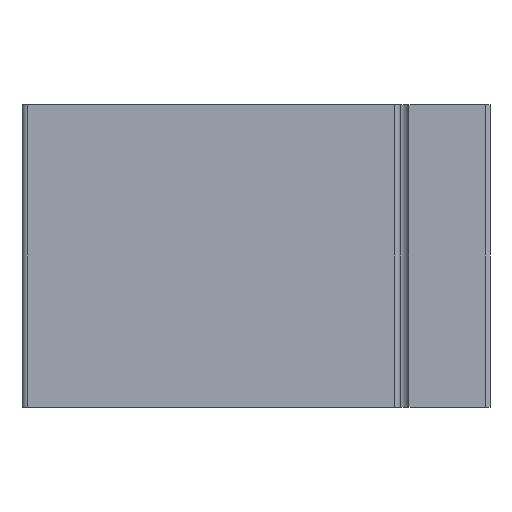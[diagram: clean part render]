
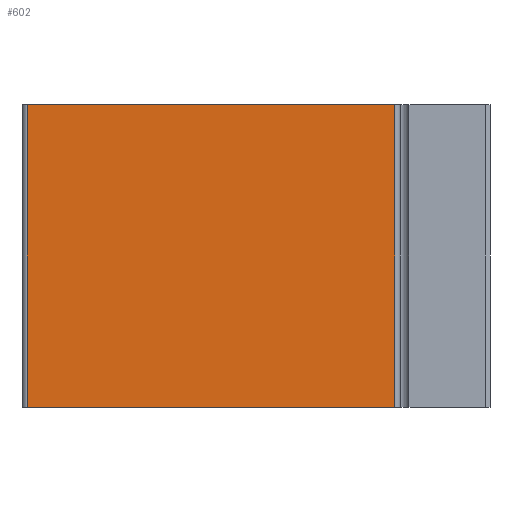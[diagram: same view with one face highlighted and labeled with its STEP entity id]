
A CAD part, left-side view. The second image highlights one B-rep face of the part: STEP entity #602.
In plain terms, the highlighted planar face has unit normal (-1, 0, 0).
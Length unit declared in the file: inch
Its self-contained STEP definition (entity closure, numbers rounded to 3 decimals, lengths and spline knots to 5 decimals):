
#383=CARTESIAN_POINT('',(-0.17,0.414,0.0));
#384=VERTEX_POINT('',#383);
#392=CARTESIAN_POINT('',(-0.17,0.006,0.0));
#393=VERTEX_POINT('',#392);
#394=CARTESIAN_POINT('',(-0.17,0.414,0.0));
#395=DIRECTION('',(0.0,-1.0,0.0));
#396=VECTOR('',#395,0.408);
#397=LINE('',#394,#396);
#398=EDGE_CURVE('',#384,#393,#397,.T.);
#559=CARTESIAN_POINT('',(-0.17,0.414,-0.336));
#560=VERTEX_POINT('',#559);
#568=CARTESIAN_POINT('',(-0.17,0.414,-0.336));
#569=DIRECTION('',(0.0,0.0,1.0));
#570=VECTOR('',#569,0.336);
#571=LINE('',#568,#570);
#572=EDGE_CURVE('',#560,#384,#571,.T.);
#579=CARTESIAN_POINT('',(-0.17,0.42,0.0));
#580=DIRECTION('',(-1.0,0.0,0.0));
#581=DIRECTION('',(0.0,0.0,1.0));
#582=AXIS2_PLACEMENT_3D('',#579,#580,#581);
#583=PLANE('',#582);
#584=ORIENTED_EDGE('',*,*,#572,.F.);
#585=CARTESIAN_POINT('',(-0.17,0.006,-0.336));
#586=VERTEX_POINT('',#585);
#587=CARTESIAN_POINT('',(-0.17,0.414,-0.336));
#588=DIRECTION('',(0.0,-1.0,0.0));
#589=VECTOR('',#588,0.408);
#590=LINE('',#587,#589);
#591=EDGE_CURVE('',#560,#586,#590,.T.);
#592=ORIENTED_EDGE('',*,*,#591,.T.);
#593=CARTESIAN_POINT('',(-0.17,0.006,0.0));
#594=DIRECTION('',(0.0,0.0,-1.0));
#595=VECTOR('',#594,0.336);
#596=LINE('',#593,#595);
#597=EDGE_CURVE('',#393,#586,#596,.T.);
#598=ORIENTED_EDGE('',*,*,#597,.F.);
#599=ORIENTED_EDGE('',*,*,#398,.F.);
#600=EDGE_LOOP('',(#584,#592,#598,#599));
#601=FACE_OUTER_BOUND('',#600,.T.);
#602=ADVANCED_FACE('',(#601),#583,.T.);
